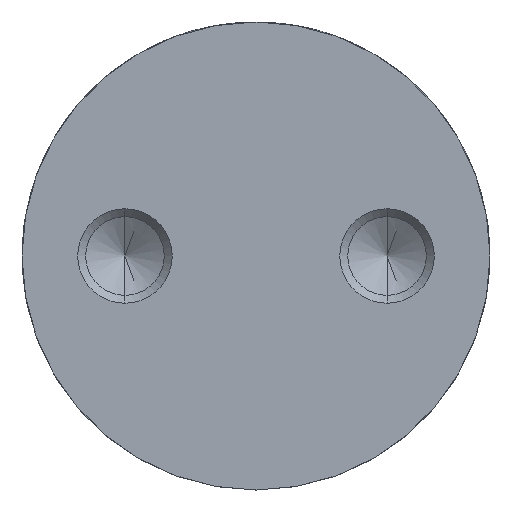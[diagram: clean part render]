
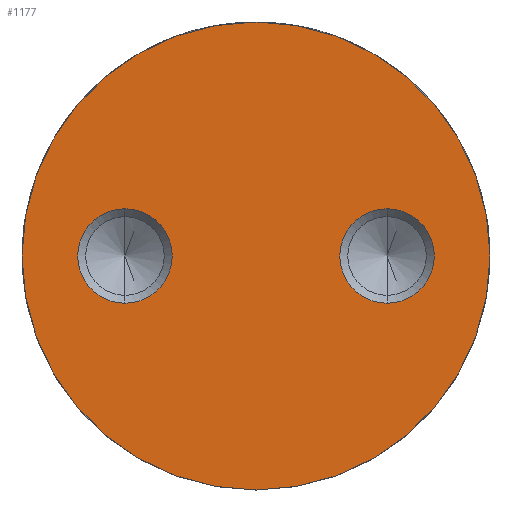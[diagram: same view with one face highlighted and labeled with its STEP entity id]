
A CAD part, left-side view. The second image highlights one B-rep face of the part: STEP entity #1177.
In plain terms, the highlighted planar face has unit normal (-1, 0, 0).
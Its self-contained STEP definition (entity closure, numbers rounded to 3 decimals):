
#13 = CARTESIAN_POINT ( 'NONE',  ( -45.2, 7., 0. ) ) ;
#28 = DIRECTION ( 'NONE',  ( 0., 0., 1. ) ) ;
#35 = EDGE_LOOP ( 'NONE', ( #1720, #693 ) ) ;
#45 = FACE_BOUND ( 'NONE', #35, .T. ) ;
#60 = VERTEX_POINT ( 'NONE', #1254 ) ;
#73 = DIRECTION ( 'NONE',  ( -1., 0., 0. ) ) ;
#90 = ORIENTED_EDGE ( 'NONE', *, *, #1741, .F. ) ;
#173 = CIRCLE ( 'NONE', #1625, 2.525 ) ;
#177 = CARTESIAN_POINT ( 'NONE',  ( -45.2, -7., -2.525 ) ) ;
#189 = FACE_BOUND ( 'NONE', #1293, .T. ) ;
#218 = AXIS2_PLACEMENT_3D ( 'NONE', #640, #73, #357 ) ;
#357 = DIRECTION ( 'NONE',  ( 0., 0., 1. ) ) ;
#469 = DIRECTION ( 'NONE',  ( 0., 0., -1. ) ) ;
#490 = AXIS2_PLACEMENT_3D ( 'NONE', #1309, #1724, #593 ) ;
#511 = CIRCLE ( 'NONE', #490, 2.525 ) ;
#552 = VERTEX_POINT ( 'NONE', #177 ) ;
#568 = CIRCLE ( 'NONE', #587, 12.5 ) ;
#585 = ORIENTED_EDGE ( 'NONE', *, *, #623, .F. ) ;
#587 = AXIS2_PLACEMENT_3D ( 'NONE', #1449, #1017, #1738 ) ;
#591 = DIRECTION ( 'NONE',  ( 0., 0., 1. ) ) ;
#593 = DIRECTION ( 'NONE',  ( 0., 0., 1. ) ) ;
#604 = EDGE_CURVE ( 'NONE', #1019, #869, #1739, .T. ) ;
#618 = AXIS2_PLACEMENT_3D ( 'NONE', #13, #1421, #28 ) ;
#623 = EDGE_CURVE ( 'NONE', #552, #1188, #511, .T. ) ;
#640 = CARTESIAN_POINT ( 'NONE',  ( -45.2, 12.5, 0. ) ) ;
#642 = AXIS2_PLACEMENT_3D ( 'NONE', #870, #1434, #591 ) ;
#693 = ORIENTED_EDGE ( 'NONE', *, *, #1663, .F. ) ;
#773 = DIRECTION ( 'NONE',  ( -1., 0., 0. ) ) ;
#815 = EDGE_CURVE ( 'NONE', #1188, #552, #173, .T. ) ;
#847 = EDGE_LOOP ( 'NONE', ( #1486, #90 ) ) ;
#869 = VERTEX_POINT ( 'NONE', #971 ) ;
#870 = CARTESIAN_POINT ( 'NONE',  ( -45.2, 7., 0. ) ) ;
#889 = VERTEX_POINT ( 'NONE', #1250 ) ;
#926 = DIRECTION ( 'NONE',  ( 0., 0., 1. ) ) ;
#971 = CARTESIAN_POINT ( 'NONE',  ( -45.2, 0., 12.5 ) ) ;
#1012 = FACE_OUTER_BOUND ( 'NONE', #847, .T. ) ;
#1017 = DIRECTION ( 'NONE',  ( 1., 0., 0. ) ) ;
#1019 = VERTEX_POINT ( 'NONE', #1748 ) ;
#1038 = CARTESIAN_POINT ( 'NONE',  ( -45.2, 0., 0. ) ) ;
#1161 = CIRCLE ( 'NONE', #642, 2.525 ) ;
#1177 = ADVANCED_FACE ( 'NONE', ( #45, #189, #1012 ), #1616, .T. ) ;
#1188 = VERTEX_POINT ( 'NONE', #1746 ) ;
#1209 = AXIS2_PLACEMENT_3D ( 'NONE', #1038, #1597, #469 ) ;
#1250 = CARTESIAN_POINT ( 'NONE',  ( -45.2, 7., 2.525 ) ) ;
#1254 = CARTESIAN_POINT ( 'NONE',  ( -45.2, 7., -2.525 ) ) ;
#1293 = EDGE_LOOP ( 'NONE', ( #1426, #585 ) ) ;
#1309 = CARTESIAN_POINT ( 'NONE',  ( -45.2, -7., 0. ) ) ;
#1421 = DIRECTION ( 'NONE',  ( -1., 0., 0. ) ) ;
#1426 = ORIENTED_EDGE ( 'NONE', *, *, #815, .F. ) ;
#1434 = DIRECTION ( 'NONE',  ( -1., 0., 0. ) ) ;
#1449 = CARTESIAN_POINT ( 'NONE',  ( -45.2, 0., 0. ) ) ;
#1486 = ORIENTED_EDGE ( 'NONE', *, *, #604, .F. ) ;
#1547 = CIRCLE ( 'NONE', #618, 2.525 ) ;
#1579 = EDGE_CURVE ( 'NONE', #889, #60, #1547, .T. ) ;
#1597 = DIRECTION ( 'NONE',  ( 1., 0., 0. ) ) ;
#1613 = CARTESIAN_POINT ( 'NONE',  ( -45.2, -7., 0. ) ) ;
#1616 = PLANE ( 'NONE',  #218 ) ;
#1625 = AXIS2_PLACEMENT_3D ( 'NONE', #1613, #773, #926 ) ;
#1663 = EDGE_CURVE ( 'NONE', #60, #889, #1161, .T. ) ;
#1720 = ORIENTED_EDGE ( 'NONE', *, *, #1579, .F. ) ;
#1724 = DIRECTION ( 'NONE',  ( -1., 0., 0. ) ) ;
#1738 = DIRECTION ( 'NONE',  ( 0., 0., -1. ) ) ;
#1739 = CIRCLE ( 'NONE', #1209, 12.5 ) ;
#1741 = EDGE_CURVE ( 'NONE', #869, #1019, #568, .T. ) ;
#1746 = CARTESIAN_POINT ( 'NONE',  ( -45.2, -7., 2.525 ) ) ;
#1748 = CARTESIAN_POINT ( 'NONE',  ( -45.2, 0., -12.5 ) ) ;
